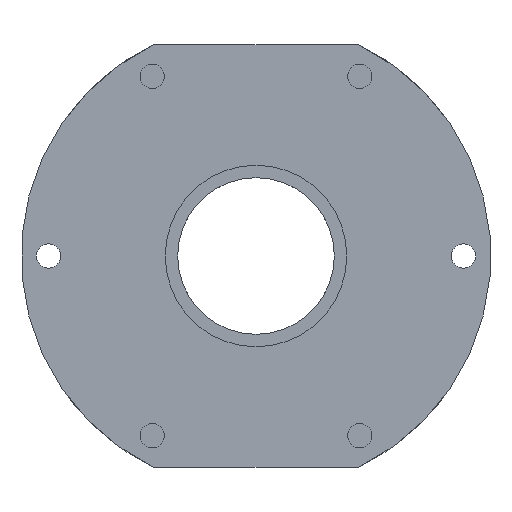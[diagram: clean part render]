
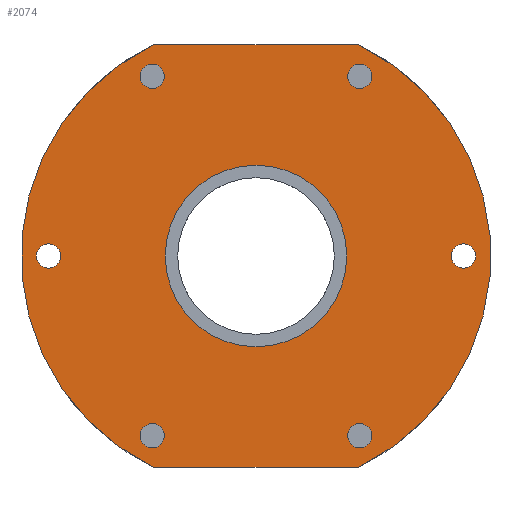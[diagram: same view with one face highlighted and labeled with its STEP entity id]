
A CAD part, front view. The second image highlights one B-rep face of the part: STEP entity #2074.
In plain terms, the highlighted planar face has unit normal (0, -1, 0).
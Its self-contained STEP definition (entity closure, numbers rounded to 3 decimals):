
#55=LINE('',#3034,#115);
#72=LINE('',#3140,#132);
#115=VECTOR('',#2494,1000.);
#132=VECTOR('',#2617,1000.);
#162=PLANE('',#2246);
#373=ORIENTED_EDGE('',*,*,#648,.F.);
#374=ORIENTED_EDGE('',*,*,#603,.T.);
#375=ORIENTED_EDGE('',*,*,#649,.F.);
#376=ORIENTED_EDGE('',*,*,#650,.F.);
#377=ORIENTED_EDGE('',*,*,#651,.T.);
#378=ORIENTED_EDGE('',*,*,#652,.T.);
#379=ORIENTED_EDGE('',*,*,#653,.T.);
#380=ORIENTED_EDGE('',*,*,#654,.T.);
#381=ORIENTED_EDGE('',*,*,#655,.T.);
#382=ORIENTED_EDGE('',*,*,#647,.T.);
#383=ORIENTED_EDGE('',*,*,#656,.T.);
#603=EDGE_CURVE('',#763,#762,#55,.T.);
#647=EDGE_CURVE('',#796,#796,#899,.T.);
#648=EDGE_CURVE('',#763,#797,#900,.T.);
#649=EDGE_CURVE('',#798,#762,#901,.T.);
#650=EDGE_CURVE('',#797,#798,#72,.T.);
#651=EDGE_CURVE('',#799,#799,#902,.T.);
#652=EDGE_CURVE('',#800,#800,#903,.T.);
#653=EDGE_CURVE('',#801,#801,#904,.T.);
#654=EDGE_CURVE('',#802,#802,#905,.T.);
#655=EDGE_CURVE('',#803,#803,#906,.T.);
#656=EDGE_CURVE('',#804,#804,#907,.T.);
#762=VERTEX_POINT('',#3033);
#763=VERTEX_POINT('',#3035);
#796=VERTEX_POINT('',#3134);
#797=VERTEX_POINT('',#3137);
#798=VERTEX_POINT('',#3139);
#799=VERTEX_POINT('',#3142);
#800=VERTEX_POINT('',#3144);
#801=VERTEX_POINT('',#3146);
#802=VERTEX_POINT('',#3148);
#803=VERTEX_POINT('',#3150);
#804=VERTEX_POINT('',#3152);
#899=CIRCLE('',#2245,11.6);
#900=CIRCLE('',#2247,30.);
#901=CIRCLE('',#2248,30.);
#902=CIRCLE('',#2249,1.55);
#903=CIRCLE('',#2250,1.55);
#904=CIRCLE('',#2251,1.55);
#905=CIRCLE('',#2252,1.55);
#906=CIRCLE('',#2253,1.55);
#907=CIRCLE('',#2254,1.55);
#1023=EDGE_LOOP('',(#373,#374,#375,#376));
#1024=EDGE_LOOP('',(#377));
#1025=EDGE_LOOP('',(#378));
#1026=EDGE_LOOP('',(#379));
#1027=EDGE_LOOP('',(#380));
#1028=EDGE_LOOP('',(#381));
#1029=EDGE_LOOP('',(#382));
#1030=EDGE_LOOP('',(#383));
#1213=FACE_BOUND('',#1023,.T.);
#1214=FACE_BOUND('',#1024,.T.);
#1215=FACE_BOUND('',#1025,.T.);
#1216=FACE_BOUND('',#1026,.T.);
#1217=FACE_BOUND('',#1027,.T.);
#1218=FACE_BOUND('',#1028,.T.);
#1219=FACE_BOUND('',#1029,.T.);
#1220=FACE_BOUND('',#1030,.T.);
#2074=ADVANCED_FACE('',(#1213,#1214,#1215,#1216,#1217,#1218,#1219,#1220),
#162,.F.);
#2245=AXIS2_PLACEMENT_3D('',#3133,#2609,#2610);
#2246=AXIS2_PLACEMENT_3D('',#3135,#2611,#2612);
#2247=AXIS2_PLACEMENT_3D('',#3136,#2613,#2614);
#2248=AXIS2_PLACEMENT_3D('',#3138,#2615,#2616);
#2249=AXIS2_PLACEMENT_3D('',#3141,#2618,#2619);
#2250=AXIS2_PLACEMENT_3D('',#3143,#2620,#2621);
#2251=AXIS2_PLACEMENT_3D('',#3145,#2622,#2623);
#2252=AXIS2_PLACEMENT_3D('',#3147,#2624,#2625);
#2253=AXIS2_PLACEMENT_3D('',#3149,#2626,#2627);
#2254=AXIS2_PLACEMENT_3D('',#3151,#2628,#2629);
#2494=DIRECTION('',(-1.,0.,0.));
#2609=DIRECTION('',(0.,1.,0.));
#2610=DIRECTION('',(1.,0.,0.));
#2611=DIRECTION('',(0.,1.,0.));
#2612=DIRECTION('',(0.,0.,1.));
#2613=DIRECTION('',(0.,1.,0.));
#2614=DIRECTION('',(1.,0.,0.));
#2615=DIRECTION('',(0.,1.,0.));
#2616=DIRECTION('',(1.,0.,0.));
#2617=DIRECTION('',(-1.,0.,0.));
#2618=DIRECTION('',(0.,1.,0.));
#2619=DIRECTION('',(0.5,0.,0.866));
#2620=DIRECTION('',(0.,1.,0.));
#2621=DIRECTION('',(-0.5,0.,0.866));
#2622=DIRECTION('',(0.,1.,0.));
#2623=DIRECTION('',(-1.,0.,0.));
#2624=DIRECTION('',(0.,1.,0.));
#2625=DIRECTION('',(-0.5,0.,-0.866));
#2626=DIRECTION('',(0.,1.,0.));
#2627=DIRECTION('',(0.5,0.,-0.866));
#2628=DIRECTION('',(0.,1.,0.));
#2629=DIRECTION('',(1.,0.,0.));
#3033=CARTESIAN_POINT('',(-13.077,-100.5,27.));
#3034=CARTESIAN_POINT('',(25.,-100.5,27.));
#3035=CARTESIAN_POINT('',(13.077,-100.5,27.));
#3133=CARTESIAN_POINT('',(0.,-100.5,0.));
#3134=CARTESIAN_POINT('',(11.6,-100.5,0.));
#3135=CARTESIAN_POINT('',(0.,-100.5,0.));
#3136=CARTESIAN_POINT('',(0.,-100.5,0.));
#3137=CARTESIAN_POINT('',(13.077,-100.5,-27.));
#3138=CARTESIAN_POINT('',(0.,-100.5,0.));
#3139=CARTESIAN_POINT('',(-13.077,-100.5,-27.));
#3140=CARTESIAN_POINT('',(25.,-100.5,-27.));
#3141=CARTESIAN_POINT('',(13.25,-100.5,22.95));
#3142=CARTESIAN_POINT('',(14.025,-100.5,24.292));
#3143=CARTESIAN_POINT('',(-13.25,-100.5,22.95));
#3144=CARTESIAN_POINT('',(-14.025,-100.5,24.292));
#3145=CARTESIAN_POINT('',(-26.5,-100.5,0.));
#3146=CARTESIAN_POINT('',(-28.05,-100.5,0.));
#3147=CARTESIAN_POINT('',(-13.25,-100.5,-22.95));
#3148=CARTESIAN_POINT('',(-14.025,-100.5,-24.292));
#3149=CARTESIAN_POINT('',(13.25,-100.5,-22.95));
#3150=CARTESIAN_POINT('',(14.025,-100.5,-24.292));
#3151=CARTESIAN_POINT('',(26.5,-100.5,0.));
#3152=CARTESIAN_POINT('',(28.05,-100.5,0.));
